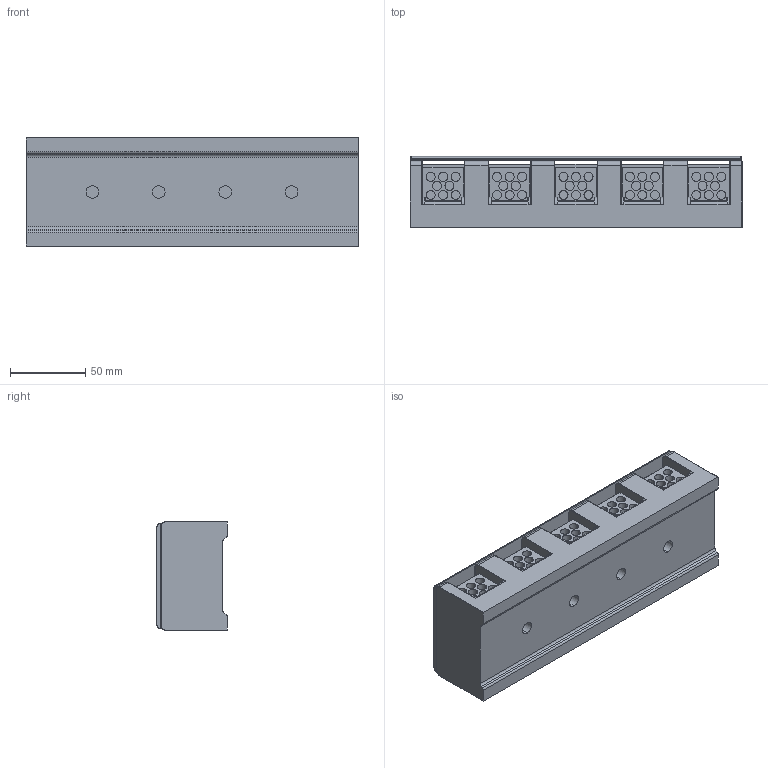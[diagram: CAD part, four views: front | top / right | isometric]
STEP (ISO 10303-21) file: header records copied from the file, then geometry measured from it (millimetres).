
FILE_DESCRIPTION((''),'2;1');
FILE_NAME('1111111','2022-03-01T16:04:04',('Administrator'),(''),'CREO PARAMETRIC BY PTC INC, 2016510','CREO PARAMETRIC BY PTC INC, 2016510','');
FILE_SCHEMA(('CONFIG_CONTROL_DESIGN','SHAPE_APPEARANCE_LAYERS_GROUPS'));
Length unit declared in the file: millimetre
Products named in the file (1): 1111111
Bounding box: 220 x 47 x 72 mm (x, y, z)
Volume: 479833.4 mm3; surface area: 149684.6 mm2
Topology: 2 solids, 2 shells, 1146 faces, 3157 edges, 2023 vertices
Faces by surface type: plane 639, cylinder 368, torus 52, cone 34, bspline 33, sphere 20
Entity records: 45786 total; most frequent: CARTESIAN_POINT 10602, ORIENTED_EDGE 6254, DIRECTION 5731, EDGE_CURVE 3127, VERTEX_POINT 2023, VECTOR 1989, LINE 1989, AXIS2_PLACEMENT_3D 1871
